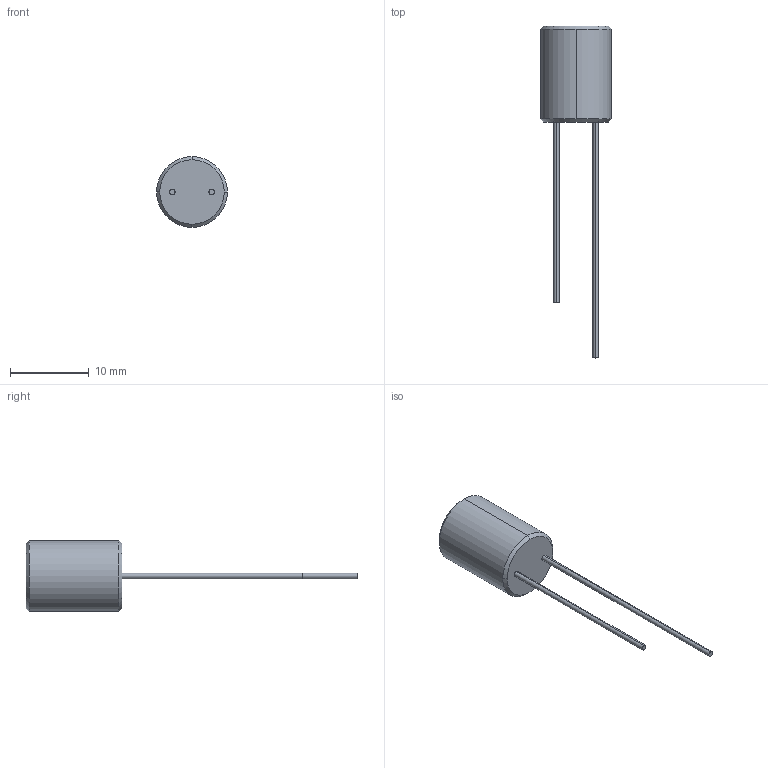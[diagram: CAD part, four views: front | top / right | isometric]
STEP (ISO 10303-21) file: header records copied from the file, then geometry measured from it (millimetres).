
FILE_DESCRIPTION (( 'STEP AP214' ), '1' );
FILE_NAME ('RLB9012-102KL.STEP', '2022-12-27T13:31:38', ( '' ), ( '' ), 'SwSTEP 2.0', 'SolidWorks 2021', '' );
FILE_SCHEMA (( 'AUTOMOTIVE_DESIGN' ));
Length unit declared in the file: millimetre
Products named in the file (1): RLB9012-102KL
Bounding box: 9 x 42.2 x 9 mm (x, y, z)
Volume: 792.1 mm3; surface area: 576.6 mm2
Topology: 3 solids, 3 shells, 20 faces, 38 edges, 24 vertices
Faces by surface type: cone 8, plane 6, cylinder 6
Entity records: 566 total; most frequent: DIRECTION 104, CARTESIAN_POINT 83, ORIENTED_EDGE 76, AXIS2_PLACEMENT_3D 45, EDGE_CURVE 38, VERTEX_POINT 24, CIRCLE 24, FACE_OUTER_BOUND 20
